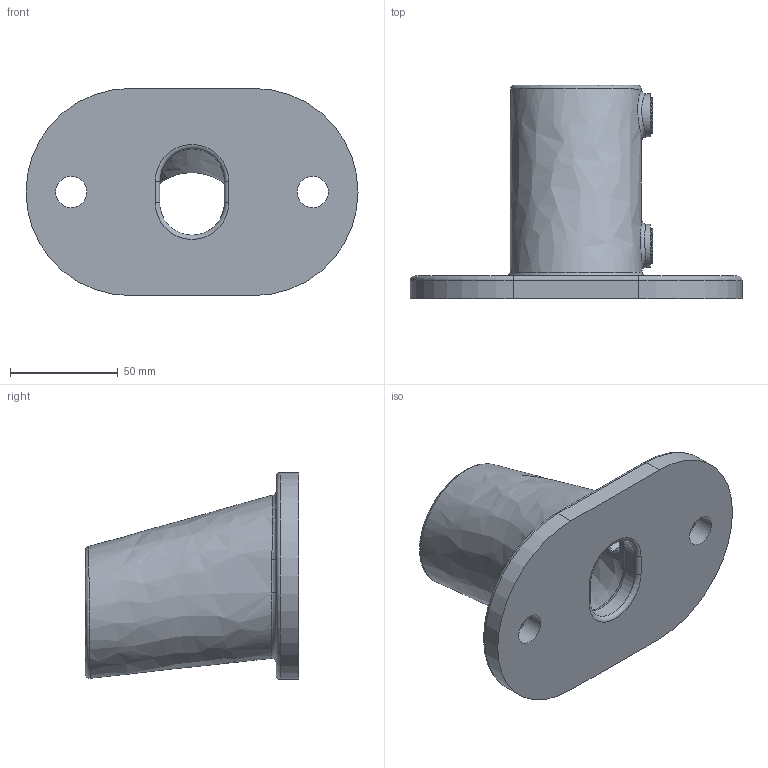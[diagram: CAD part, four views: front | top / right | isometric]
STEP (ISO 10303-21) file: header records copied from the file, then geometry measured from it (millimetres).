
FILE_DESCRIPTION (( 'STEP AP203' ), '1' );
FILE_NAME ('152-D48.STEP', '2024-01-31T08:52:29', ( '' ), ( '' ), 'SwSTEP 2.0', 'SolidWorks 2018', '' );
FILE_SCHEMA (( 'CONFIG_CONTROL_DESIGN' ));
Length unit declared in the file: millimetre
Products named in the file (3): 152-D48 Teil2_152-D48 Teil2; 152-D48; 152-D48 Teil1_152-D48 Teil1
Assembly tree (3 placements, depth 2):
  152-D48
    152-D48 Teil1_152-D48 Teil1
    152-D48 Teil2_152-D48 Teil2  x2
Bounding box: 154 x 99 x 96 mm (x, y, z)
Volume: 215587.2 mm3; surface area: 65145.3 mm2
Topology: 3 solids, 3 shells, 91 faces, 217 edges, 134 vertices
Faces by surface type: cylinder 42, plane 26, torus 12, bspline 11
Full cylindrical faces by diameter (mm): 14.5 x2, 15.25 x2, 16.5 x2, 20 x2
Entity records: 5640 total; most frequent: CARTESIAN_POINT 3917, ORIENTED_EDGE 280, DIRECTION 268, EDGE_CURVE 140, AXIS2_PLACEMENT_3D 107, EDGE_LOOP 99, VERTEX_POINT 97, FACE_OUTER_BOUND 84
